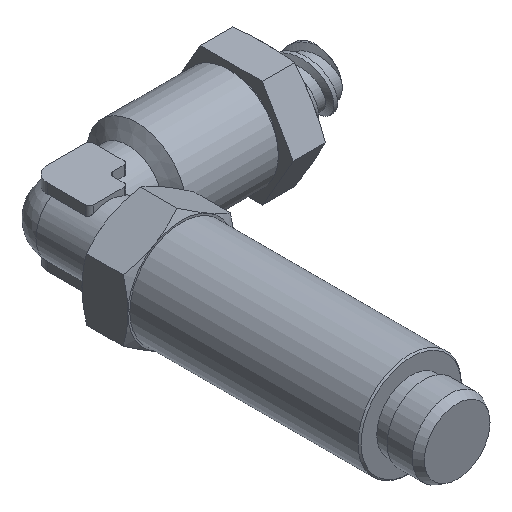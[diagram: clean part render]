
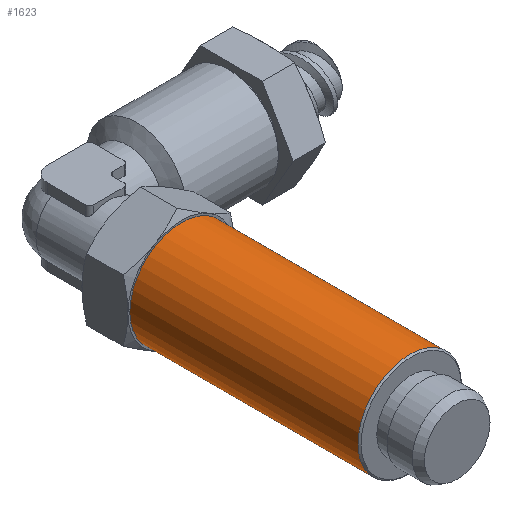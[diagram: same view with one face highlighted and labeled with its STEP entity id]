
A CAD part, isometric view. The second image highlights one B-rep face of the part: STEP entity #1623.
In plain terms, the highlighted cylindrical face has radius 6.75 mm (diameter 13.5 mm), a full revolution.
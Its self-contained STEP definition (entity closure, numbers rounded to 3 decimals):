
#145=FACE_OUTER_BOUND('',#247,.T.);
#247=EDGE_LOOP('',(#1053,#1054,#1055,#1056));
#359=CIRCLE('',#1766,6.75);
#360=CIRCLE('',#1768,6.75);
#460=LINE('',#2535,#542);
#542=VECTOR('',#1983,6.75);
#653=VERTEX_POINT('',#2531);
#654=VERTEX_POINT('',#2534);
#807=EDGE_CURVE('',#653,#653,#359,.T.);
#808=EDGE_CURVE('',#653,#654,#460,.T.);
#809=EDGE_CURVE('',#654,#654,#360,.T.);
#1053=ORIENTED_EDGE('',*,*,#807,.F.);
#1054=ORIENTED_EDGE('',*,*,#808,.T.);
#1055=ORIENTED_EDGE('',*,*,#809,.T.);
#1056=ORIENTED_EDGE('',*,*,#808,.F.);
#1485=CYLINDRICAL_SURFACE('',#1767,6.75);
#1623=ADVANCED_FACE('',(#145),#1485,.T.);
#1766=AXIS2_PLACEMENT_3D('',#2532,#1979,#1980);
#1767=AXIS2_PLACEMENT_3D('',#2533,#1981,#1982);
#1768=AXIS2_PLACEMENT_3D('',#2536,#1984,#1985);
#1979=DIRECTION('center_axis',(0.,1.,0.));
#1980=DIRECTION('ref_axis',(0.,0.,
1.));
#1981=DIRECTION('center_axis',(0.,1.,0.));
#1982=DIRECTION('ref_axis',(0.,0.,
1.));
#1983=DIRECTION('',(0.,-1.,0.));
#1984=DIRECTION('center_axis',(0.,1.,0.));
#1985=DIRECTION('ref_axis',(0.,0.,
1.));
#2531=CARTESIAN_POINT('',(0.,4.,-6.75));
#2532=CARTESIAN_POINT('Origin',(0.,4.,0.));
#2533=CARTESIAN_POINT('Origin',(0.,-32.,0.));
#2534=CARTESIAN_POINT('',(0.,-25.8,-6.75));
#2535=CARTESIAN_POINT('',(0.,-32.,-6.75));
#2536=CARTESIAN_POINT('Origin',(0.,-25.8,0.));
